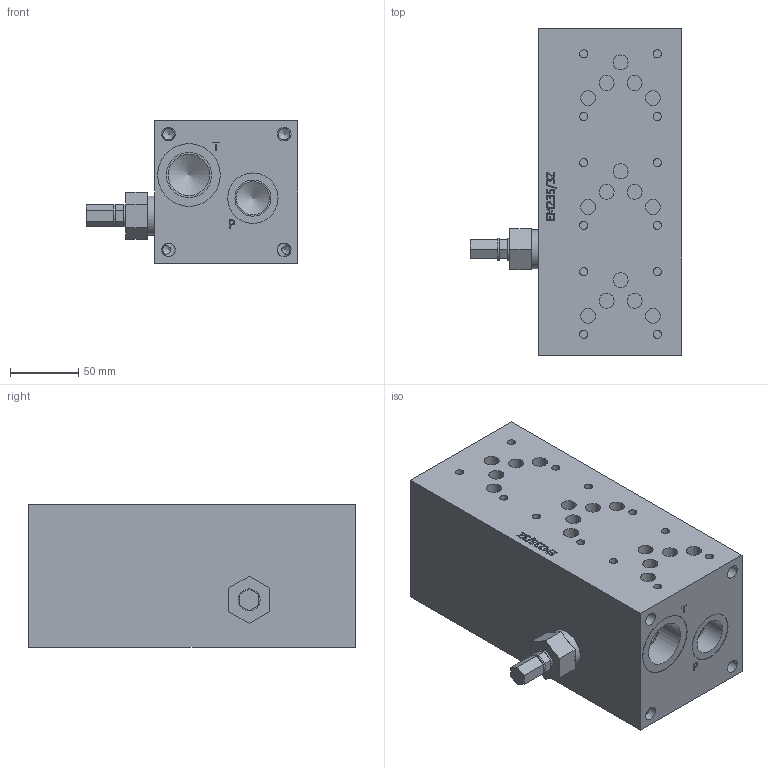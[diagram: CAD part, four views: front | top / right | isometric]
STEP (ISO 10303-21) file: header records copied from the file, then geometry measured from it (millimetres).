
FILE_DESCRIPTION(/* description */ (''),/* implementation_level */ '2;1');
FILE_NAME(/* name */ 'em235_3z.stp',/* time_stamp */ '2016-05-10T16:02:35+02:00',/* author */ ('Lemoine2'),/* organization */ (''),/* preprocessor_version */ 'ST-DEVELOPER v16.1',/* originating_system */ 'Autodesk Inventor 2016',/* authorisation */ '');
FILE_SCHEMA (('AUTOMOTIVE_DESIGN { 1 0 10303 214 3 1 1 }'));
Length unit declared in the file: millimetre
Products named in the file (1): em235_3z
Bounding box: 155.5 x 240 x 105 mm (x, y, z)
Volume: 2475055.2 mm3; surface area: 161151 mm2
Topology: 2 solids, 2 shells, 531 faces, 1302 edges, 859 vertices
Faces by surface type: plane 314, bspline 120, cylinder 78, cone 19
Full cylindrical faces by diameter (mm): 6 x12, 8.5 x2, 10 x4, 10.25 x4, 11 x15, 12 x4, 16 x2, 24.5 x8, 25.4 x1, 26.441 x8, 29 x1, 30 x1, 30.5 x2, 33.249 x2, 37 x8, 46 x2
Entity records: 15556 total; most frequent: CARTESIAN_POINT 4287, ORIENTED_EDGE 2336, DIRECTION 1921, EDGE_CURVE 1168, VERTEX_POINT 821, LINE 715, VECTOR 715, EDGE_LOOP 715
